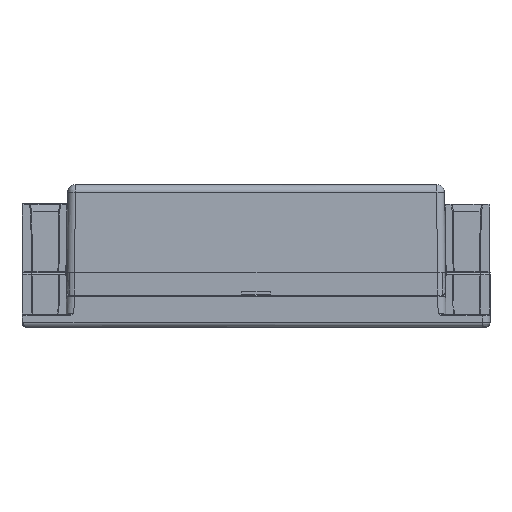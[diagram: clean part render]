
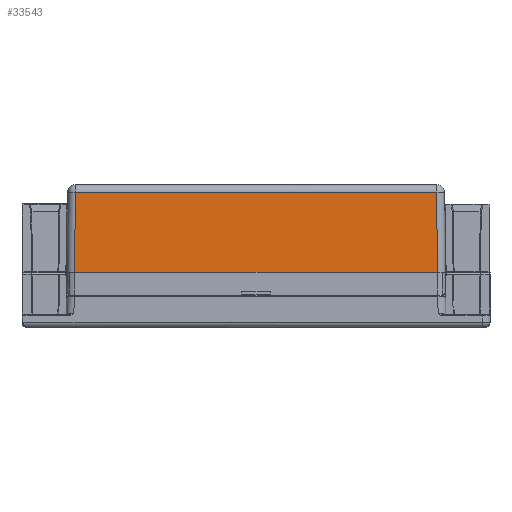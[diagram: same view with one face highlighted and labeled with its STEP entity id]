
A CAD part, top view. The second image highlights one B-rep face of the part: STEP entity #33543.
In plain terms, the highlighted planar face has unit normal (0, 0.009, 1).
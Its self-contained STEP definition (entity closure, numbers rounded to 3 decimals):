
#264 = EDGE_CURVE ( 'NONE', #19258, #14842, #40962, .T. ) ;
#1443 = DIRECTION ( 'NONE',  ( 0., 1., -0.009 ) ) ;
#2116 = CARTESIAN_POINT ( 'NONE',  ( -33.821, 24.161, 21.611 ) ) ;
#2224 = AXIS2_PLACEMENT_3D ( 'NONE', #80076, #73906, #1443 ) ;
#5750 = LINE ( 'NONE', #2116, #72077 ) ;
#11749 = ORIENTED_EDGE ( 'NONE', *, *, #70192, .F. ) ;
#13787 = CARTESIAN_POINT ( 'NONE',  ( 42.973, 23.377, 21.618 ) ) ;
#14544 = VECTOR ( 'NONE', #19935, 1000. ) ;
#14842 = VERTEX_POINT ( 'NONE', #47150 ) ;
#18795 = CARTESIAN_POINT ( 'NONE',  ( 41.307, 24.242, 21.61 ) ) ;
#19258 = VERTEX_POINT ( 'NONE', #20700 ) ;
#19935 = DIRECTION ( 'NONE',  ( -1., 0., 0. ) ) ;
#20700 = CARTESIAN_POINT ( 'NONE',  ( 41.17, 39.991, 21.473 ) ) ;
#31081 = DIRECTION ( 'NONE',  ( 0.009, -1., 0.009 ) ) ;
#33289 = EDGE_LOOP ( 'NONE', ( #64951, #85447, #61982, #11749 ) ) ;
#33543 = ADVANCED_FACE ( 'NONE', ( #70459 ), #66762, .T. ) ;
#38693 = CARTESIAN_POINT ( 'NONE',  ( 55.814, 39.991, 21.473 ) ) ;
#40962 = LINE ( 'NONE', #18795, #44048 ) ;
#41846 = DIRECTION ( 'NONE',  ( 0.009, 1., -0.009 ) ) ;
#41974 = CARTESIAN_POINT ( 'NONE',  ( -33.827, 23.377, 21.618 ) ) ;
#44048 = VECTOR ( 'NONE', #31081, 1000. ) ;
#46243 = LINE ( 'NONE', #38693, #84617 ) ;
#47150 = CARTESIAN_POINT ( 'NONE',  ( 41.315, 23.377, 21.618 ) ) ;
#49213 = EDGE_CURVE ( 'NONE', #68826, #54001, #5750, .T. ) ;
#49907 = LINE ( 'NONE', #13787, #14544 ) ;
#54001 = VERTEX_POINT ( 'NONE', #67594 ) ;
#61982 = ORIENTED_EDGE ( 'NONE', *, *, #49213, .F. ) ;
#64951 = ORIENTED_EDGE ( 'NONE', *, *, #264, .F. ) ;
#65929 = DIRECTION ( 'NONE',  ( 1., 0., 0. ) ) ;
#66762 = PLANE ( 'NONE',  #2224 ) ;
#67594 = CARTESIAN_POINT ( 'NONE',  ( -33.682, 39.991, 21.473 ) ) ;
#68826 = VERTEX_POINT ( 'NONE', #41974 ) ;
#70192 = EDGE_CURVE ( 'NONE', #14842, #68826, #49907, .T. ) ;
#70459 = FACE_OUTER_BOUND ( 'NONE', #33289, .T. ) ;
#72077 = VECTOR ( 'NONE', #41846, 1000. ) ;
#73906 = DIRECTION ( 'NONE',  ( 0., 0.009, 1. ) ) ;
#80076 = CARTESIAN_POINT ( 'NONE',  ( 42.973, 23.377, 21.618 ) ) ;
#84617 = VECTOR ( 'NONE', #65929, 1000. ) ;
#84741 = EDGE_CURVE ( 'NONE', #54001, #19258, #46243, .T. ) ;
#85447 = ORIENTED_EDGE ( 'NONE', *, *, #84741, .F. ) ;
